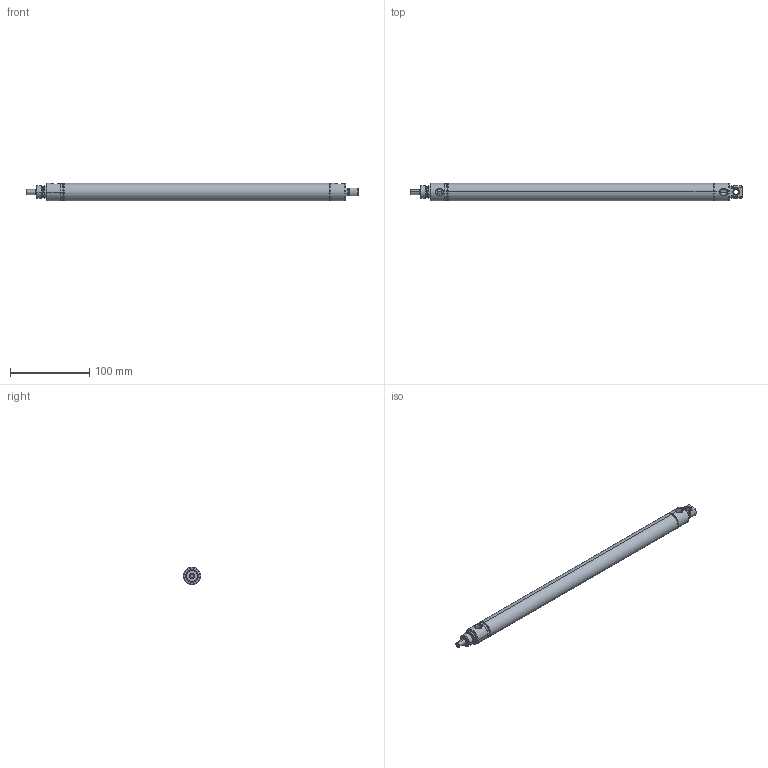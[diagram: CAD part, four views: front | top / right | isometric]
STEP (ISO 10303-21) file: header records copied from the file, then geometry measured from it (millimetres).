
FILE_DESCRIPTION (( 'STEP AP203' ), '1' );
FILE_NAME ('F12120DD-M.step', '2021-11-04T15:20:15', ( '' ), ( '' ), 'SwSTEP 2.0', 'SolidWorks 2021', '' );
FILE_SCHEMA (( 'CONFIG_CONTROL_DESIGN' ));
Length unit declared in the file: millimetre
Products named in the file (6): F12120DD-M_3; F12120DD-M_5; F12120DD-M; F12120DD-M_7; F12120DD-M_11; F12120DD-M_9
Assembly tree (5 placements, depth 2):
  F12120DD-M
    F12120DD-M_3
    F12120DD-M_5
    F12120DD-M_7
    F12120DD-M_9
    F12120DD-M_11
Bounding box: 419.91 x 21.84 x 21.84 mm (x, y, z)
Volume: 63488.2 mm3; surface area: 61966.8 mm2
Topology: 5 solids, 5 shells, 158 faces, 358 edges, 218 vertices
Faces by surface type: cylinder 61, cone 60, plane 29, torus 8
Entity records: 5361 total; most frequent: CARTESIAN_POINT 1096, DIRECTION 837, ORIENTED_EDGE 712, EDGE_CURVE 356, AXIS2_PLACEMENT_3D 351, VERTEX_POINT 218, CIRCLE 185, EDGE_LOOP 180
